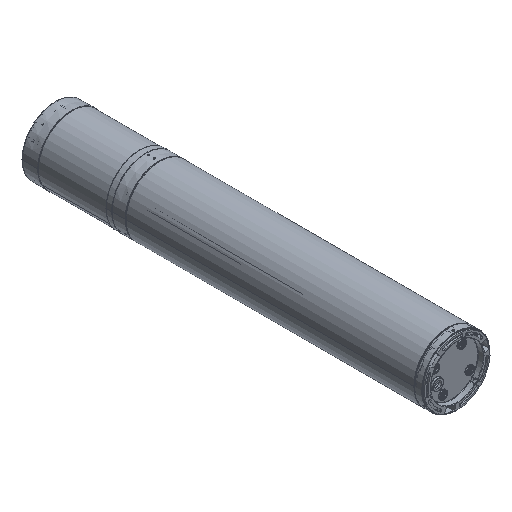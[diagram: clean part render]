
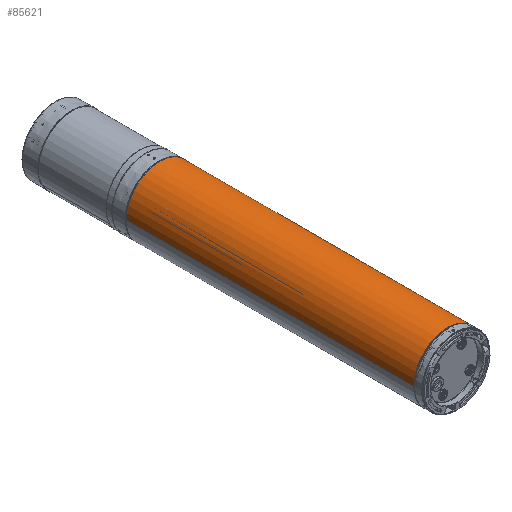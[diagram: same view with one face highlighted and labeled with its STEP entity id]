
A CAD part, isometric view. The second image highlights one B-rep face of the part: STEP entity #85621.
In plain terms, the highlighted cylindrical face has radius 93 mm (diameter 186 mm), a partial arc.
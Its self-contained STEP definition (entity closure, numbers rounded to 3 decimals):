
#4069 = AXIS2_PLACEMENT_3D ( 'NONE', #93646, #26952, #111705 ) ;
#6387 = EDGE_CURVE ( 'NONE', #53033, #7654, #89503, .T. ) ;
#7654 = VERTEX_POINT ( 'NONE', #22136 ) ;
#21954 = CARTESIAN_POINT ( 'NONE',  ( 93., -833.498, 0. ) ) ;
#22136 = CARTESIAN_POINT ( 'NONE',  ( -93., -43.498, 0. ) ) ;
#24023 = VERTEX_POINT ( 'NONE', #80229 ) ;
#26952 = DIRECTION ( 'NONE',  ( 0., -1., 0. ) ) ;
#28535 = AXIS2_PLACEMENT_3D ( 'NONE', #91334, #74913, #48415 ) ;
#28698 = AXIS2_PLACEMENT_3D ( 'NONE', #41347, #102322, #84811 ) ;
#30841 = LINE ( 'NONE', #35688, #56119 ) ;
#32867 = CYLINDRICAL_SURFACE ( 'NONE', #28698, 93. ) ;
#35688 = CARTESIAN_POINT ( 'NONE',  ( 93., -833.498, 0. ) ) ;
#36760 = VERTEX_POINT ( 'NONE', #21954 ) ;
#36885 = EDGE_CURVE ( 'NONE', #24023, #7654, #52777, .T. ) ;
#37978 = EDGE_LOOP ( 'NONE', ( #51676, #64798, #50565, #65321 ) ) ;
#41347 = CARTESIAN_POINT ( 'NONE',  ( 0., -833.498, 0. ) ) ;
#47700 = CARTESIAN_POINT ( 'NONE',  ( -93., -833.498, 0. ) ) ;
#48415 = DIRECTION ( 'NONE',  ( -1., 0., 0. ) ) ;
#48809 = DIRECTION ( 'NONE',  ( 0., 1., 0. ) ) ;
#50565 = ORIENTED_EDGE ( 'NONE', *, *, #90316, .T. ) ;
#51136 = DIRECTION ( 'NONE',  ( 0., 1., 0. ) ) ;
#51676 = ORIENTED_EDGE ( 'NONE', *, *, #6387, .F. ) ;
#52777 = CIRCLE ( 'NONE', #4069, 93. ) ;
#53033 = VERTEX_POINT ( 'NONE', #47700 ) ;
#56119 = VECTOR ( 'NONE', #51136, 1000. ) ;
#64798 = ORIENTED_EDGE ( 'NONE', *, *, #83963, .F. ) ;
#65321 = ORIENTED_EDGE ( 'NONE', *, *, #36885, .T. ) ;
#67879 = FACE_OUTER_BOUND ( 'NONE', #37978, .T. ) ;
#69730 = VECTOR ( 'NONE', #48809, 1000. ) ;
#70040 = CIRCLE ( 'NONE', #28535, 93. ) ;
#72556 = CARTESIAN_POINT ( 'NONE',  ( -93., -833.498, 0. ) ) ;
#74913 = DIRECTION ( 'NONE',  ( 0., -1., 0. ) ) ;
#80229 = CARTESIAN_POINT ( 'NONE',  ( 93., -43.498, 0. ) ) ;
#83963 = EDGE_CURVE ( 'NONE', #36760, #53033, #70040, .T. ) ;
#84811 = DIRECTION ( 'NONE',  ( 1., 0., 0. ) ) ;
#85621 = ADVANCED_FACE ( 'NONE', ( #67879 ), #32867, .T. ) ;
#89503 = LINE ( 'NONE', #72556, #69730 ) ;
#90316 = EDGE_CURVE ( 'NONE', #36760, #24023, #30841, .T. ) ;
#91334 = CARTESIAN_POINT ( 'NONE',  ( 0., -833.498, 0. ) ) ;
#93646 = CARTESIAN_POINT ( 'NONE',  ( 0., -43.498, 0. ) ) ;
#102322 = DIRECTION ( 'NONE',  ( 0., 1., 0. ) ) ;
#111705 = DIRECTION ( 'NONE',  ( -1., 0., 0. ) ) ;
